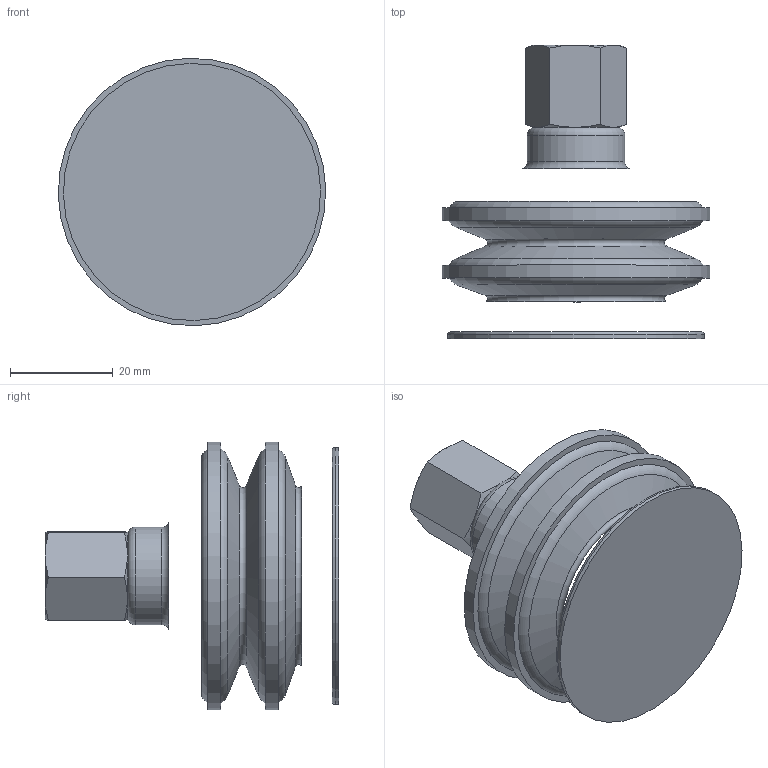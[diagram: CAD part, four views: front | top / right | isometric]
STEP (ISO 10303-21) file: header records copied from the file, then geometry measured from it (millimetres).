
FILE_DESCRIPTION(/* description */ (''),/* implementation_level */ '2;1');
FILE_NAME(/* name */ 'vf52sb_rac7r1-4h.stp',/* time_stamp */ '2020-07-03T13:04:10+02:00',/* author */ ('enginyeria'),/* organization */ (''),/* preprocessor_version */ 'ST-DEVELOPER v17',/* originating_system */ 'Autodesk Inventor 2019',/* authorisation */ '');
FILE_SCHEMA (('CONFIG_CONTROL_DESIGN'));
Length unit declared in the file: millimetre
Products named in the file (1): Pieza186
Bounding box: 51.99 x 57.08 x 51.99 mm (x, y, z)
Volume: 52437.6 mm3; surface area: 12996.9 mm2
Topology: 1 solids, 2 shells, 49 faces, 131 edges, 91 vertices
Faces by surface type: cone 19, plane 15, torus 9, cylinder 6
Full cylindrical faces by diameter (mm): 9 x1, 13 x1, 19 x1, 50 x1, 52 x2
Entity records: 1671 total; most frequent: CARTESIAN_POINT 319, DIRECTION 293, ORIENTED_EDGE 260, AXIS2_PLACEMENT_3D 137, EDGE_CURVE 130, VERTEX_POINT 91, CIRCLE 87, EDGE_LOOP 55
